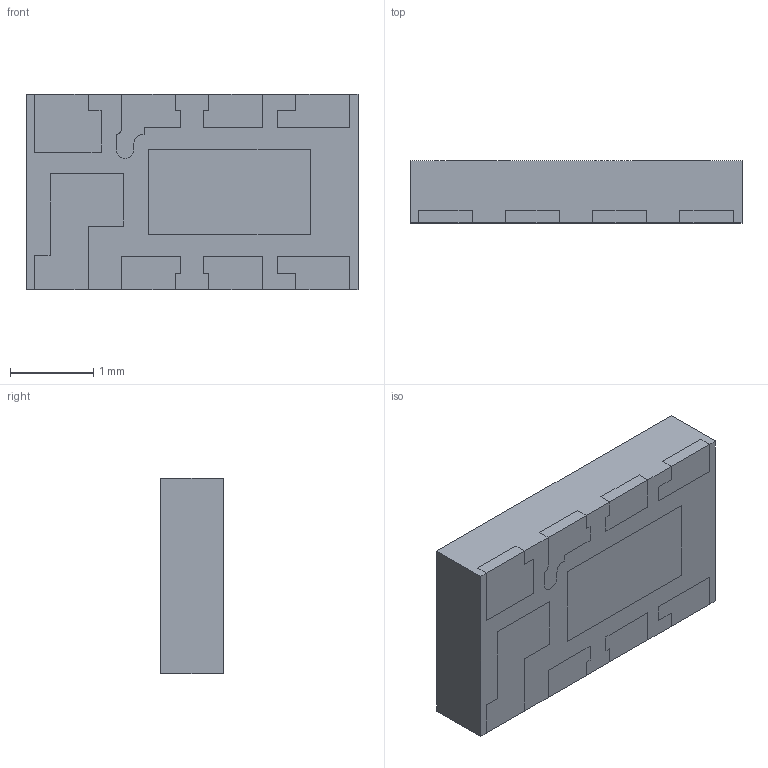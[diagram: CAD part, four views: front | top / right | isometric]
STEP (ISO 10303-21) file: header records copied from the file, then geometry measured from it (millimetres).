
FILE_DESCRIPTION (( 'STEP AP214' ), '1' );
FILE_NAME ('VCNL4030-GS08.STEP', '2020-02-11T18:02:39', ( '' ), ( '' ), 'SwSTEP 2.0', 'SolidWorks 2017', '' );
FILE_SCHEMA (( 'AUTOMOTIVE_DESIGN' ));
Length unit declared in the file: millimetre
Products named in the file (1): VCNL4030-GS08
Bounding box: 4 x 0.75 x 2.36 mm (x, y, z)
Volume: 7 mm3; surface area: 49.6 mm2
Topology: 12 solids, 12 shells, 209 faces, 528 edges, 346 vertices
Faces by surface type: plane 165, cylinder 31, torus 9, bspline 4
Entity records: 6362 total; most frequent: CARTESIAN_POINT 1152, ORIENTED_EDGE 1056, DIRECTION 1003, EDGE_CURVE 528, LINE 449, VECTOR 449, VERTEX_POINT 346, AXIS2_PLACEMENT_3D 277
